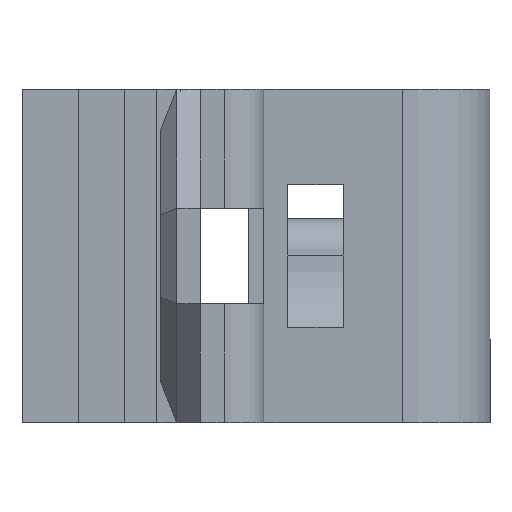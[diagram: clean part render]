
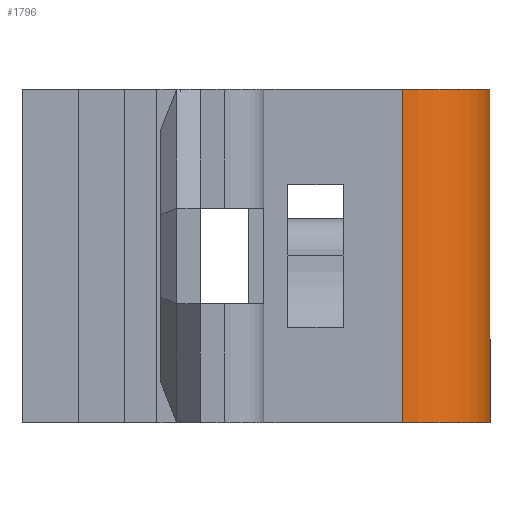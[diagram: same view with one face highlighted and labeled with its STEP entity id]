
A CAD part, front view. The second image highlights one B-rep face of the part: STEP entity #1796.
In plain terms, the highlighted cylindrical face has radius 11 mm (diameter 22 mm), a partial arc.
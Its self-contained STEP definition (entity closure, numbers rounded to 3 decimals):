
#32 = PLANE('',#33);
#33 = AXIS2_PLACEMENT_3D('',#34,#35,#36);
#34 = CARTESIAN_POINT('',(-17.749,10.399,
    0.));
#35 = DIRECTION('',(0.,0.,-1.));
#36 = DIRECTION('',(-1.,0.,0.));
#113 = VERTEX_POINT('',#114);
#114 = CARTESIAN_POINT('',(0.,11.,0.));
#128 = PLANE('',#129);
#129 = AXIS2_PLACEMENT_3D('',#130,#131,#132);
#130 = CARTESIAN_POINT('',(-3.5,11.,0.));
#131 = DIRECTION('',(0.,1.,0.));
#132 = DIRECTION('',(1.,0.,0.));
#140 = EDGE_CURVE('',#141,#113,#143,.T.);
#141 = VERTEX_POINT('',#142);
#142 = CARTESIAN_POINT('',(0.,-11.,0.));
#143 = SURFACE_CURVE('',#144,(#149,#160),.PCURVE_S1.);
#144 = CIRCLE('',#145,11.);
#145 = AXIS2_PLACEMENT_3D('',#146,#147,#148);
#146 = CARTESIAN_POINT('',(0.,0.,
    0.));
#147 = DIRECTION('',(0.,0.,1.));
#148 = DIRECTION('',(1.,0.,0.));
#149 = PCURVE('',#32,#150);
#150 = DEFINITIONAL_REPRESENTATION('',(#151),#159);
#151 = ( BOUNDED_CURVE() B_SPLINE_CURVE(2,(#152,#153,#154,#155,#156,#157
,#158),.UNSPECIFIED.,.T.,.F.) B_SPLINE_CURVE_WITH_KNOTS((1,2,2,2,2,1),(
    -2.094,0.,2.094,4.189,6.283,
8.378),.UNSPECIFIED.) CURVE() GEOMETRIC_REPRESENTATION_ITEM() 
RATIONAL_B_SPLINE_CURVE((1.,0.5,1.,0.5,1.,0.5,1.)) REPRESENTATION_ITEM(
  '') );
#152 = CARTESIAN_POINT('',(-28.749,-10.399));
#153 = CARTESIAN_POINT('',(-28.749,8.653));
#154 = CARTESIAN_POINT('',(-12.249,-0.873));
#155 = CARTESIAN_POINT('',(4.251,-10.399));
#156 = CARTESIAN_POINT('',(-12.249,-19.926));
#157 = CARTESIAN_POINT('',(-28.749,-29.452));
#158 = CARTESIAN_POINT('',(-28.749,-10.399));
#159 = ( GEOMETRIC_REPRESENTATION_CONTEXT(2) 
PARAMETRIC_REPRESENTATION_CONTEXT() REPRESENTATION_CONTEXT('2D SPACE',''
  ) );
#160 = PCURVE('',#161,#166);
#161 = CYLINDRICAL_SURFACE('',#162,11.);
#162 = AXIS2_PLACEMENT_3D('',#163,#164,#165);
#163 = CARTESIAN_POINT('',(0.,0.,
    0.));
#164 = DIRECTION('',(0.,0.,-1.));
#165 = DIRECTION('',(1.,0.,0.));
#166 = DEFINITIONAL_REPRESENTATION('',(#167),#171);
#167 = LINE('',#168,#169);
#168 = CARTESIAN_POINT('',(-0.,0.));
#169 = VECTOR('',#170,1.);
#170 = DIRECTION('',(-1.,0.));
#171 = ( GEOMETRIC_REPRESENTATION_CONTEXT(2) 
PARAMETRIC_REPRESENTATION_CONTEXT() REPRESENTATION_CONTEXT('2D SPACE',''
  ) );
#189 = PLANE('',#190);
#190 = AXIS2_PLACEMENT_3D('',#191,#192,#193);
#191 = CARTESIAN_POINT('',(0.,-11.,0.));
#192 = DIRECTION('',(0.,-1.,0.));
#193 = DIRECTION('',(-1.,0.,0.));
#1661 = PLANE('',#1662);
#1662 = AXIS2_PLACEMENT_3D('',#1663,#1664,#1665);
#1663 = CARTESIAN_POINT('',(-17.749,10.399,42.));
#1664 = DIRECTION('',(0.,0.,-1.));
#1665 = DIRECTION('',(-1.,0.,0.));
#1699 = VERTEX_POINT('',#1700);
#1700 = CARTESIAN_POINT('',(0.,11.,42.));
#1721 = EDGE_CURVE('',#113,#1699,#1722,.T.);
#1722 = SURFACE_CURVE('',#1723,(#1727,#1734),.PCURVE_S1.);
#1723 = LINE('',#1724,#1725);
#1724 = CARTESIAN_POINT('',(0.,11.,0.));
#1725 = VECTOR('',#1726,1.);
#1726 = DIRECTION('',(0.,0.,1.));
#1727 = PCURVE('',#128,#1728);
#1728 = DEFINITIONAL_REPRESENTATION('',(#1729),#1733);
#1729 = LINE('',#1730,#1731);
#1730 = CARTESIAN_POINT('',(3.5,0.));
#1731 = VECTOR('',#1732,1.);
#1732 = DIRECTION('',(0.,-1.));
#1733 = ( GEOMETRIC_REPRESENTATION_CONTEXT(2) 
PARAMETRIC_REPRESENTATION_CONTEXT() REPRESENTATION_CONTEXT('2D SPACE',''
  ) );
#1734 = PCURVE('',#161,#1735);
#1735 = DEFINITIONAL_REPRESENTATION('',(#1736),#1740);
#1736 = LINE('',#1737,#1738);
#1737 = CARTESIAN_POINT('',(-7.854,0.));
#1738 = VECTOR('',#1739,1.);
#1739 = DIRECTION('',(-0.,-1.));
#1740 = ( GEOMETRIC_REPRESENTATION_CONTEXT(2) 
PARAMETRIC_REPRESENTATION_CONTEXT() REPRESENTATION_CONTEXT('2D SPACE',''
  ) );
#1796 = ADVANCED_FACE('',(#1797),#161,.T.);
#1797 = FACE_BOUND('',#1798,.F.);
#1798 = EDGE_LOOP('',(#1799,#1822,#1848,#1849));
#1799 = ORIENTED_EDGE('',*,*,#1800,.T.);
#1800 = EDGE_CURVE('',#141,#1801,#1803,.T.);
#1801 = VERTEX_POINT('',#1802);
#1802 = CARTESIAN_POINT('',(0.,-11.,42.));
#1803 = SURFACE_CURVE('',#1804,(#1808,#1815),.PCURVE_S1.);
#1804 = LINE('',#1805,#1806);
#1805 = CARTESIAN_POINT('',(0.,-11.,0.)
  );
#1806 = VECTOR('',#1807,1.);
#1807 = DIRECTION('',(0.,0.,1.));
#1808 = PCURVE('',#161,#1809);
#1809 = DEFINITIONAL_REPRESENTATION('',(#1810),#1814);
#1810 = LINE('',#1811,#1812);
#1811 = CARTESIAN_POINT('',(-4.712,0.));
#1812 = VECTOR('',#1813,1.);
#1813 = DIRECTION('',(-0.,-1.));
#1814 = ( GEOMETRIC_REPRESENTATION_CONTEXT(2) 
PARAMETRIC_REPRESENTATION_CONTEXT() REPRESENTATION_CONTEXT('2D SPACE',''
  ) );
#1815 = PCURVE('',#189,#1816);
#1816 = DEFINITIONAL_REPRESENTATION('',(#1817),#1821);
#1817 = LINE('',#1818,#1819);
#1818 = CARTESIAN_POINT('',(0.,0.));
#1819 = VECTOR('',#1820,1.);
#1820 = DIRECTION('',(0.,-1.));
#1821 = ( GEOMETRIC_REPRESENTATION_CONTEXT(2) 
PARAMETRIC_REPRESENTATION_CONTEXT() REPRESENTATION_CONTEXT('2D SPACE',''
  ) );
#1822 = ORIENTED_EDGE('',*,*,#1823,.T.);
#1823 = EDGE_CURVE('',#1801,#1699,#1824,.T.);
#1824 = SURFACE_CURVE('',#1825,(#1830,#1837),.PCURVE_S1.);
#1825 = CIRCLE('',#1826,11.);
#1826 = AXIS2_PLACEMENT_3D('',#1827,#1828,#1829);
#1827 = CARTESIAN_POINT('',(0.,0.,42.)
  );
#1828 = DIRECTION('',(0.,0.,1.));
#1829 = DIRECTION('',(1.,0.,0.));
#1830 = PCURVE('',#161,#1831);
#1831 = DEFINITIONAL_REPRESENTATION('',(#1832),#1836);
#1832 = LINE('',#1833,#1834);
#1833 = CARTESIAN_POINT('',(-0.,-42.));
#1834 = VECTOR('',#1835,1.);
#1835 = DIRECTION('',(-1.,0.));
#1836 = ( GEOMETRIC_REPRESENTATION_CONTEXT(2) 
PARAMETRIC_REPRESENTATION_CONTEXT() REPRESENTATION_CONTEXT('2D SPACE',''
  ) );
#1837 = PCURVE('',#1661,#1838);
#1838 = DEFINITIONAL_REPRESENTATION('',(#1839),#1847);
#1839 = ( BOUNDED_CURVE() B_SPLINE_CURVE(2,(#1840,#1841,#1842,#1843,
#1844,#1845,#1846),.UNSPECIFIED.,.T.,.F.) B_SPLINE_CURVE_WITH_KNOTS((1,2
    ,2,2,2,1),(-2.094,0.,2.094,4.189,
6.283,8.378),.UNSPECIFIED.) CURVE() 
GEOMETRIC_REPRESENTATION_ITEM() RATIONAL_B_SPLINE_CURVE((1.,0.5,1.,0.5,
1.,0.5,1.)) REPRESENTATION_ITEM('') );
#1840 = CARTESIAN_POINT('',(-28.749,-10.399));
#1841 = CARTESIAN_POINT('',(-28.749,8.653));
#1842 = CARTESIAN_POINT('',(-12.249,-0.873));
#1843 = CARTESIAN_POINT('',(4.251,-10.399));
#1844 = CARTESIAN_POINT('',(-12.249,-19.926));
#1845 = CARTESIAN_POINT('',(-28.749,-29.452));
#1846 = CARTESIAN_POINT('',(-28.749,-10.399));
#1847 = ( GEOMETRIC_REPRESENTATION_CONTEXT(2) 
PARAMETRIC_REPRESENTATION_CONTEXT() REPRESENTATION_CONTEXT('2D SPACE',''
  ) );
#1848 = ORIENTED_EDGE('',*,*,#1721,.F.);
#1849 = ORIENTED_EDGE('',*,*,#140,.F.);
